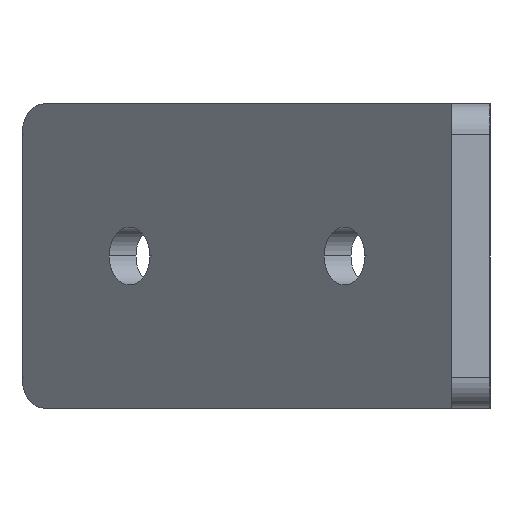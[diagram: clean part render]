
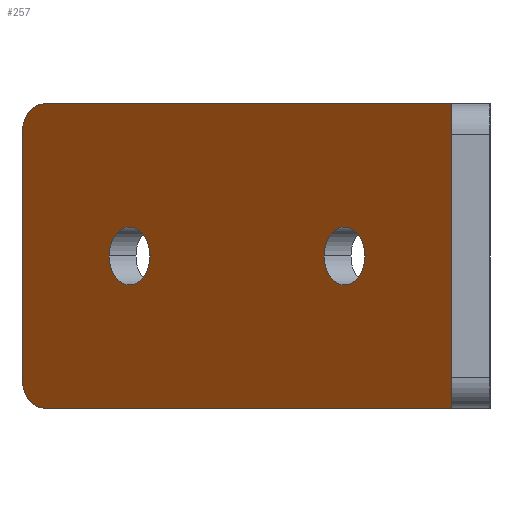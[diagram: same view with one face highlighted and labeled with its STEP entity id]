
A CAD part, left-side view. The second image highlights one B-rep face of the part: STEP entity #257.
In plain terms, the highlighted planar face has unit normal (-0.707, 0.707, 0).
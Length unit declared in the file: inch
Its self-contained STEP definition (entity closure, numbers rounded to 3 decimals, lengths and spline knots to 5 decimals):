
#24 = VERTEX_POINT ( 'NONE', #64 ) ;
#36 = VECTOR ( 'NONE', #204, 39.37008 ) ;
#41 = CIRCLE ( 'NONE', #193, 0.1 ) ;
#43 = CARTESIAN_POINT ( 'NONE',  ( 3.3435, 1.4685, 1. ) ) ;
#44 = LINE ( 'NONE', #63, #344 ) ;
#56 = DIRECTION ( 'NONE',  ( -0.707, 0.707, 0. ) ) ;
#63 = CARTESIAN_POINT ( 'NONE',  ( 2., 0.125, 1. ) ) ;
#64 = CARTESIAN_POINT ( 'NONE',  ( 3.41421, 1.53921, 0.9 ) ) ;
#72 = CARTESIAN_POINT ( 'NONE',  ( 3.12784, 1.25284, 0.5 ) ) ;
#74 = EDGE_CURVE ( 'NONE', #505, #705, #81, .T. ) ;
#78 = LINE ( 'NONE', #738, #36 ) ;
#81 = CIRCLE ( 'NONE', #567, 0.1 ) ;
#82 = CARTESIAN_POINT ( 'NONE',  ( 2.28638, 0.41138, 0.5 ) ) ;
#86 = VERTEX_POINT ( 'NONE', #708 ) ;
#92 = DIRECTION ( 'NONE',  ( -0.707, -0.707, 0. ) ) ;
#115 = VERTEX_POINT ( 'NONE', #43 ) ;
#122 = FACE_BOUND ( 'NONE', #783, .T. ) ;
#139 = DIRECTION ( 'NONE',  ( 0.707, 0.707, 0. ) ) ;
#145 = LINE ( 'NONE', #470, #323 ) ;
#154 = EDGE_LOOP ( 'NONE', ( #509, #221 ) ) ;
#159 = EDGE_CURVE ( 'NONE', #163, #433, #623, .T. ) ;
#163 = VERTEX_POINT ( 'NONE', #648 ) ;
#164 = CARTESIAN_POINT ( 'NONE',  ( 2.35355, 0.47855, 0.5 ) ) ;
#165 = ORIENTED_EDGE ( 'NONE', *, *, #477, .F. ) ;
#180 = DIRECTION ( 'NONE',  ( -0.707, -0.707, 0. ) ) ;
#186 = FACE_OUTER_BOUND ( 'NONE', #833, .T. ) ;
#193 = AXIS2_PLACEMENT_3D ( 'NONE', #824, #420, #423 ) ;
#204 = DIRECTION ( 'NONE',  ( 0., 0., 1. ) ) ;
#216 = DIRECTION ( 'NONE',  ( -0.707, 0.707, 0. ) ) ;
#221 = ORIENTED_EDGE ( 'NONE', *, *, #397, .F. ) ;
#257 = ADVANCED_FACE ( 'NONE', ( #122, #324, #186 ), #654, .T. ) ;
#262 = DIRECTION ( 'NONE',  ( 0., 0., 1. ) ) ;
#273 = AXIS2_PLACEMENT_3D ( 'NONE', #164, #434, #431 ) ;
#278 = DIRECTION ( 'NONE',  ( -0.707, -0.707, 0. ) ) ;
#292 = ORIENTED_EDGE ( 'NONE', *, *, #787, .F. ) ;
#300 = CIRCLE ( 'NONE', #489, 0.095 ) ;
#315 = ORIENTED_EDGE ( 'NONE', *, *, #346, .T. ) ;
#323 = VECTOR ( 'NONE', #139, 39.37008 ) ;
#324 = FACE_BOUND ( 'NONE', #154, .T. ) ;
#344 = VECTOR ( 'NONE', #842, 39.37008 ) ;
#346 = EDGE_CURVE ( 'NONE', #115, #24, #41, .T. ) ;
#357 = ORIENTED_EDGE ( 'NONE', *, *, #714, .F. ) ;
#389 = AXIS2_PLACEMENT_3D ( 'NONE', #390, #56, #788 ) ;
#390 = CARTESIAN_POINT ( 'NONE',  ( 2., 0.125, -2.15104 ) ) ;
#397 = EDGE_CURVE ( 'NONE', #437, #572, #300, .T. ) ;
#407 = DIRECTION ( 'NONE',  ( -0.707, 0.707, 0. ) ) ;
#420 = DIRECTION ( 'NONE',  ( -0.707, 0.707, 0. ) ) ;
#423 = DIRECTION ( 'NONE',  ( -0.707, -0.707, 0. ) ) ;
#431 = DIRECTION ( 'NONE',  ( -0.707, -0.707, 0. ) ) ;
#433 = VERTEX_POINT ( 'NONE', #82 ) ;
#434 = DIRECTION ( 'NONE',  ( -0.707, 0.707, 0. ) ) ;
#437 = VERTEX_POINT ( 'NONE', #72 ) ;
#468 = CARTESIAN_POINT ( 'NONE',  ( 2.99349, 1.11849, 0.5 ) ) ;
#470 = CARTESIAN_POINT ( 'NONE',  ( 2., 0.125, 0. ) ) ;
#477 = EDGE_CURVE ( 'NONE', #592, #705, #145, .T. ) ;
#488 = CARTESIAN_POINT ( 'NONE',  ( 3.06066, 1.18566, 0.5 ) ) ;
#489 = AXIS2_PLACEMENT_3D ( 'NONE', #488, #216, #761 ) ;
#498 = CIRCLE ( 'NONE', #612, 0.095 ) ;
#505 = VERTEX_POINT ( 'NONE', #806 ) ;
#509 = ORIENTED_EDGE ( 'NONE', *, *, #849, .F. ) ;
#517 = ORIENTED_EDGE ( 'NONE', *, *, #159, .F. ) ;
#518 = ORIENTED_EDGE ( 'NONE', *, *, #559, .F. ) ;
#527 = LINE ( 'NONE', #847, #775 ) ;
#532 = CARTESIAN_POINT ( 'NONE',  ( 3.3435, 1.4685, 0. ) ) ;
#559 = EDGE_CURVE ( 'NONE', #433, #163, #590, .T. ) ;
#567 = AXIS2_PLACEMENT_3D ( 'NONE', #701, #689, #92 ) ;
#572 = VERTEX_POINT ( 'NONE', #468 ) ;
#590 = CIRCLE ( 'NONE', #730, 0.095 ) ;
#592 = VERTEX_POINT ( 'NONE', #743 ) ;
#607 = EDGE_CURVE ( 'NONE', #592, #86, #78, .T. ) ;
#612 = AXIS2_PLACEMENT_3D ( 'NONE', #782, #859, #180 ) ;
#623 = CIRCLE ( 'NONE', #273, 0.095 ) ;
#648 = CARTESIAN_POINT ( 'NONE',  ( 2.42073, 0.54573, 0.5 ) ) ;
#654 = PLANE ( 'NONE',  #389 ) ;
#689 = DIRECTION ( 'NONE',  ( -0.707, 0.707, 0. ) ) ;
#701 = CARTESIAN_POINT ( 'NONE',  ( 3.3435, 1.4685, 0.1 ) ) ;
#705 = VERTEX_POINT ( 'NONE', #532 ) ;
#708 = CARTESIAN_POINT ( 'NONE',  ( 2., 0.125, 1. ) ) ;
#714 = EDGE_CURVE ( 'NONE', #115, #86, #44, .T. ) ;
#730 = AXIS2_PLACEMENT_3D ( 'NONE', #739, #407, #278 ) ;
#738 = CARTESIAN_POINT ( 'NONE',  ( 2., 0.125, -2.15104 ) ) ;
#739 = CARTESIAN_POINT ( 'NONE',  ( 2.35355, 0.47855, 0.5 ) ) ;
#743 = CARTESIAN_POINT ( 'NONE',  ( 2., 0.125, 0. ) ) ;
#758 = ORIENTED_EDGE ( 'NONE', *, *, #74, .T. ) ;
#761 = DIRECTION ( 'NONE',  ( -0.707, -0.707, 0. ) ) ;
#767 = ORIENTED_EDGE ( 'NONE', *, *, #607, .T. ) ;
#775 = VECTOR ( 'NONE', #262, 39.37008 ) ;
#782 = CARTESIAN_POINT ( 'NONE',  ( 3.06066, 1.18566, 0.5 ) ) ;
#783 = EDGE_LOOP ( 'NONE', ( #518, #517 ) ) ;
#787 = EDGE_CURVE ( 'NONE', #505, #24, #527, .T. ) ;
#788 = DIRECTION ( 'NONE',  ( -0.707, -0.707, 0. ) ) ;
#806 = CARTESIAN_POINT ( 'NONE',  ( 3.41421, 1.53921, 0.1 ) ) ;
#824 = CARTESIAN_POINT ( 'NONE',  ( 3.3435, 1.4685, 0.9 ) ) ;
#833 = EDGE_LOOP ( 'NONE', ( #357, #315, #292, #758, #165, #767 ) ) ;
#842 = DIRECTION ( 'NONE',  ( -0.707, -0.707, 0. ) ) ;
#847 = CARTESIAN_POINT ( 'NONE',  ( 3.41421, 1.53921, -2.15104 ) ) ;
#849 = EDGE_CURVE ( 'NONE', #572, #437, #498, .T. ) ;
#859 = DIRECTION ( 'NONE',  ( -0.707, 0.707, 0. ) ) ;
